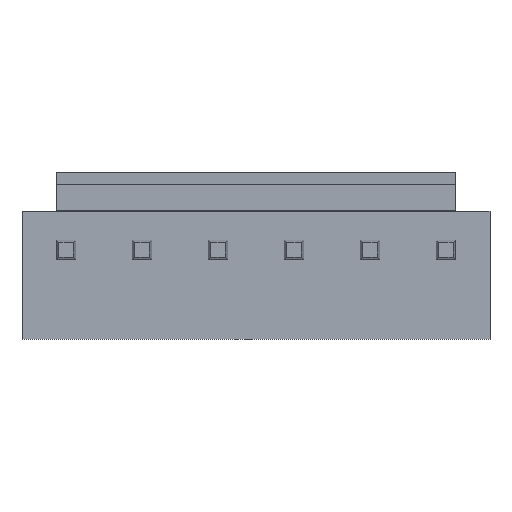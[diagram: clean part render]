
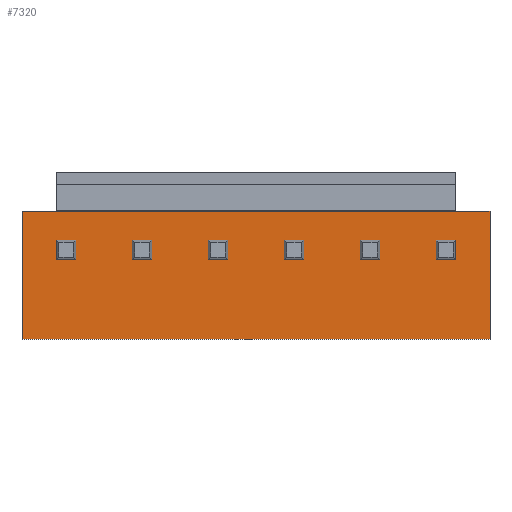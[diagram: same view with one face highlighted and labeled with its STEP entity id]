
A CAD part, top view. The second image highlights one B-rep face of the part: STEP entity #7320.
In plain terms, the highlighted planar face has unit normal (0, 0, 1).
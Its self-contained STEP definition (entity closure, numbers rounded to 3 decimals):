
#560=ORIENTED_EDGE('',*,*,#1957,.F.);
#561=ORIENTED_EDGE('',*,*,#1958,.F.);
#562=ORIENTED_EDGE('',*,*,#1959,.F.);
#563=ORIENTED_EDGE('',*,*,#1960,.F.);
#564=ORIENTED_EDGE('',*,*,#1961,.F.);
#565=ORIENTED_EDGE('',*,*,#1962,.F.);
#566=ORIENTED_EDGE('',*,*,#1963,.F.);
#567=ORIENTED_EDGE('',*,*,#1964,.F.);
#568=ORIENTED_EDGE('',*,*,#1965,.F.);
#569=ORIENTED_EDGE('',*,*,#1966,.F.);
#570=ORIENTED_EDGE('',*,*,#1967,.F.);
#571=ORIENTED_EDGE('',*,*,#1968,.F.);
#572=ORIENTED_EDGE('',*,*,#1969,.F.);
#573=ORIENTED_EDGE('',*,*,#1970,.F.);
#574=ORIENTED_EDGE('',*,*,#1971,.F.);
#575=ORIENTED_EDGE('',*,*,#1972,.F.);
#576=ORIENTED_EDGE('',*,*,#1973,.F.);
#577=ORIENTED_EDGE('',*,*,#1974,.F.);
#578=ORIENTED_EDGE('',*,*,#1975,.F.);
#579=ORIENTED_EDGE('',*,*,#1976,.F.);
#580=ORIENTED_EDGE('',*,*,#1933,.F.);
#581=ORIENTED_EDGE('',*,*,#1937,.F.);
#582=ORIENTED_EDGE('',*,*,#1940,.F.);
#583=ORIENTED_EDGE('',*,*,#1942,.F.);
#584=ORIENTED_EDGE('',*,*,#1953,.F.);
#585=ORIENTED_EDGE('',*,*,#1832,.F.);
#586=ORIENTED_EDGE('',*,*,#1977,.F.);
#587=ORIENTED_EDGE('',*,*,#1834,.F.);
#588=ORIENTED_EDGE('',*,*,#1956,.F.);
#589=ORIENTED_EDGE('',*,*,#1955,.F.);
#1832=EDGE_CURVE('',#2573,#2574,#3053,.T.);
#1834=EDGE_CURVE('',#2575,#2576,#3055,.T.);
#1933=EDGE_CURVE('',#2652,#2653,#3154,.T.);
#1937=EDGE_CURVE('',#2656,#2652,#3158,.T.);
#1940=EDGE_CURVE('',#2658,#2656,#3161,.T.);
#1942=EDGE_CURVE('',#2653,#2658,#3163,.T.);
#1953=EDGE_CURVE('',#2574,#2663,#3174,.T.);
#1955=EDGE_CURVE('',#2663,#2664,#3176,.T.);
#1956=EDGE_CURVE('',#2664,#2575,#3177,.T.);
#1957=EDGE_CURVE('',#2665,#2666,#3178,.T.);
#1958=EDGE_CURVE('',#2667,#2665,#3179,.T.);
#1959=EDGE_CURVE('',#2668,#2667,#3180,.T.);
#1960=EDGE_CURVE('',#2666,#2668,#3181,.T.);
#1961=EDGE_CURVE('',#2669,#2670,#3182,.T.);
#1962=EDGE_CURVE('',#2671,#2669,#3183,.T.);
#1963=EDGE_CURVE('',#2672,#2671,#3184,.T.);
#1964=EDGE_CURVE('',#2670,#2672,#3185,.T.);
#1965=EDGE_CURVE('',#2673,#2674,#3186,.T.);
#1966=EDGE_CURVE('',#2675,#2673,#3187,.T.);
#1967=EDGE_CURVE('',#2676,#2675,#3188,.T.);
#1968=EDGE_CURVE('',#2674,#2676,#3189,.T.);
#1969=EDGE_CURVE('',#2677,#2678,#3190,.T.);
#1970=EDGE_CURVE('',#2679,#2677,#3191,.T.);
#1971=EDGE_CURVE('',#2680,#2679,#3192,.T.);
#1972=EDGE_CURVE('',#2678,#2680,#3193,.T.);
#1973=EDGE_CURVE('',#2681,#2682,#3194,.T.);
#1974=EDGE_CURVE('',#2683,#2681,#3195,.T.);
#1975=EDGE_CURVE('',#2684,#2683,#3196,.T.);
#1976=EDGE_CURVE('',#2682,#2684,#3197,.T.);
#1977=EDGE_CURVE('',#2576,#2573,#3198,.T.);
#2573=VERTEX_POINT('',#8968);
#2574=VERTEX_POINT('',#8970);
#2575=VERTEX_POINT('',#8974);
#2576=VERTEX_POINT('',#8975);
#2652=VERTEX_POINT('',#9176);
#2653=VERTEX_POINT('',#9178);
#2656=VERTEX_POINT('',#9185);
#2658=VERTEX_POINT('',#9191);
#2663=VERTEX_POINT('',#9216);
#2664=VERTEX_POINT('',#9220);
#2665=VERTEX_POINT('',#9226);
#2666=VERTEX_POINT('',#9227);
#2667=VERTEX_POINT('',#9229);
#2668=VERTEX_POINT('',#9231);
#2669=VERTEX_POINT('',#9234);
#2670=VERTEX_POINT('',#9235);
#2671=VERTEX_POINT('',#9237);
#2672=VERTEX_POINT('',#9239);
#2673=VERTEX_POINT('',#9242);
#2674=VERTEX_POINT('',#9243);
#2675=VERTEX_POINT('',#9245);
#2676=VERTEX_POINT('',#9247);
#2677=VERTEX_POINT('',#9250);
#2678=VERTEX_POINT('',#9251);
#2679=VERTEX_POINT('',#9253);
#2680=VERTEX_POINT('',#9255);
#2681=VERTEX_POINT('',#9258);
#2682=VERTEX_POINT('',#9259);
#2683=VERTEX_POINT('',#9261);
#2684=VERTEX_POINT('',#9263);
#3053=LINE('',#8969,#3528);
#3055=LINE('',#8973,#3530);
#3154=LINE('',#9177,#3629);
#3158=LINE('',#9186,#3633);
#3161=LINE('',#9192,#3636);
#3163=LINE('',#9195,#3638);
#3174=LINE('',#9217,#3649);
#3176=LINE('',#9221,#3651);
#3177=LINE('',#9223,#3652);
#3178=LINE('',#9225,#3653);
#3179=LINE('',#9228,#3654);
#3180=LINE('',#9230,#3655);
#3181=LINE('',#9232,#3656);
#3182=LINE('',#9233,#3657);
#3183=LINE('',#9236,#3658);
#3184=LINE('',#9238,#3659);
#3185=LINE('',#9240,#3660);
#3186=LINE('',#9241,#3661);
#3187=LINE('',#9244,#3662);
#3188=LINE('',#9246,#3663);
#3189=LINE('',#9248,#3664);
#3190=LINE('',#9249,#3665);
#3191=LINE('',#9252,#3666);
#3192=LINE('',#9254,#3667);
#3193=LINE('',#9256,#3668);
#3194=LINE('',#9257,#3669);
#3195=LINE('',#9260,#3670);
#3196=LINE('',#9262,#3671);
#3197=LINE('',#9264,#3672);
#3198=LINE('',#9265,#3673);
#3528=VECTOR('',#7921,1000.);
#3530=VECTOR('',#7925,1000.);
#3629=VECTOR('',#8078,1000.);
#3633=VECTOR('',#8084,1000.);
#3636=VECTOR('',#8089,1000.);
#3638=VECTOR('',#8093,1000.);
#3649=VECTOR('',#8116,1000.);
#3651=VECTOR('',#8120,1000.);
#3652=VECTOR('',#8123,1000.);
#3653=VECTOR('',#8126,1000.);
#3654=VECTOR('',#8127,1000.);
#3655=VECTOR('',#8128,1000.);
#3656=VECTOR('',#8129,1000.);
#3657=VECTOR('',#8130,1000.);
#3658=VECTOR('',#8131,1000.);
#3659=VECTOR('',#8132,1000.);
#3660=VECTOR('',#8133,1000.);
#3661=VECTOR('',#8134,1000.);
#3662=VECTOR('',#8135,1000.);
#3663=VECTOR('',#8136,1000.);
#3664=VECTOR('',#8137,1000.);
#3665=VECTOR('',#8138,1000.);
#3666=VECTOR('',#8139,1000.);
#3667=VECTOR('',#8140,1000.);
#3668=VECTOR('',#8141,1000.);
#3669=VECTOR('',#8142,1000.);
#3670=VECTOR('',#8143,1000.);
#3671=VECTOR('',#8144,1000.);
#3672=VECTOR('',#8145,1000.);
#3673=VECTOR('',#8146,1000.);
#4053=EDGE_LOOP('',(#560,#561,#562,#563));
#4054=EDGE_LOOP('',(#564,#565,#566,#567));
#4055=EDGE_LOOP('',(#568,#569,#570,#571));
#4056=EDGE_LOOP('',(#572,#573,#574,#575));
#4057=EDGE_LOOP('',(#576,#577,#578,#579));
#4058=EDGE_LOOP('',(#580,#581,#582,#583));
#4059=EDGE_LOOP('',(#584,#585,#586,#587,#588,#589));
#4412=FACE_BOUND('',#4053,.T.);
#4413=FACE_BOUND('',#4054,.T.);
#4414=FACE_BOUND('',#4055,.T.);
#4415=FACE_BOUND('',#4056,.T.);
#4416=FACE_BOUND('',#4057,.T.);
#4417=FACE_BOUND('',#4058,.T.);
#4418=FACE_BOUND('',#4059,.T.);
#4759=PLANE('',#7670);
#7320=ADVANCED_FACE('',(#4412,#4413,#4414,#4415,#4416,#4417,#4418),#4759,
 .F.);
#7670=AXIS2_PLACEMENT_3D('',#9224,#8124,#8125);
#7921=DIRECTION('',(1.,0.,0.));
#7925=DIRECTION('',(1.,0.,0.));
#8078=DIRECTION('',(0.,-1.,0.));
#8084=DIRECTION('',(-1.,0.,0.));
#8089=DIRECTION('',(0.,1.,0.));
#8093=DIRECTION('',(1.,0.,0.));
#8116=DIRECTION('',(0.,-1.,0.));
#8120=DIRECTION('',(-1.,0.,0.));
#8123=DIRECTION('',(0.,1.,0.));
#8124=DIRECTION('',(0.,0.,-1.));
#8125=DIRECTION('',(-1.,0.,0.));
#8126=DIRECTION('',(1.,0.,0.));
#8127=DIRECTION('',(0.,-1.,0.));
#8128=DIRECTION('',(-1.,0.,0.));
#8129=DIRECTION('',(0.,1.,0.));
#8130=DIRECTION('',(1.,0.,0.));
#8131=DIRECTION('',(0.,-1.,0.));
#8132=DIRECTION('',(-1.,0.,0.));
#8133=DIRECTION('',(0.,1.,0.));
#8134=DIRECTION('',(1.,0.,0.));
#8135=DIRECTION('',(0.,-1.,0.));
#8136=DIRECTION('',(-1.,0.,0.));
#8137=DIRECTION('',(0.,1.,0.));
#8138=DIRECTION('',(1.,0.,0.));
#8139=DIRECTION('',(0.,-1.,0.));
#8140=DIRECTION('',(-1.,0.,0.));
#8141=DIRECTION('',(0.,1.,0.));
#8142=DIRECTION('',(1.,0.,0.));
#8143=DIRECTION('',(0.,-1.,0.));
#8144=DIRECTION('',(-1.,0.,0.));
#8145=DIRECTION('',(0.,1.,0.));
#8146=DIRECTION('',(1.,0.,0.));
#8968=CARTESIAN_POINT('',(10.408,2.032,3.2));
#8969=CARTESIAN_POINT('',(-12.198,2.032,3.2));
#8970=CARTESIAN_POINT('',(12.198,2.032,3.2));
#8973=CARTESIAN_POINT('',(-12.198,2.032,3.2));
#8974=CARTESIAN_POINT('',(-12.198,2.032,3.2));
#8975=CARTESIAN_POINT('',(-10.408,2.032,3.2));
#9176=CARTESIAN_POINT('',(-10.408,0.508,3.2));
#9177=CARTESIAN_POINT('',(-10.408,-0.508,3.2));
#9178=CARTESIAN_POINT('',(-10.408,-0.508,3.2));
#9185=CARTESIAN_POINT('',(-9.392,0.508,3.2));
#9186=CARTESIAN_POINT('',(-10.408,0.508,3.2));
#9191=CARTESIAN_POINT('',(-9.392,-0.508,3.2));
#9192=CARTESIAN_POINT('',(-9.392,0.508,3.2));
#9195=CARTESIAN_POINT('',(-9.392,-0.508,3.2));
#9216=CARTESIAN_POINT('',(12.198,-4.648,3.2));
#9217=CARTESIAN_POINT('',(12.198,2.032,3.2));
#9220=CARTESIAN_POINT('',(-12.198,-4.648,3.2));
#9221=CARTESIAN_POINT('',(12.198,-4.648,3.2));
#9223=CARTESIAN_POINT('',(-12.198,-4.648,3.2));
#9224=CARTESIAN_POINT('',(0.,0.,3.2));
#9225=CARTESIAN_POINT('',(10.408,-0.508,3.2));
#9226=CARTESIAN_POINT('',(9.392,-0.508,3.2));
#9227=CARTESIAN_POINT('',(10.408,-0.508,3.2));
#9228=CARTESIAN_POINT('',(9.392,-0.508,3.2));
#9229=CARTESIAN_POINT('',(9.392,0.508,3.2));
#9230=CARTESIAN_POINT('',(9.392,0.508,3.2));
#9231=CARTESIAN_POINT('',(10.408,0.508,3.2));
#9232=CARTESIAN_POINT('',(10.408,0.508,3.2));
#9233=CARTESIAN_POINT('',(6.448,-0.508,3.2));
#9234=CARTESIAN_POINT('',(5.432,-0.508,3.2));
#9235=CARTESIAN_POINT('',(6.448,-0.508,3.2));
#9236=CARTESIAN_POINT('',(5.432,-0.508,3.2));
#9237=CARTESIAN_POINT('',(5.432,0.508,3.2));
#9238=CARTESIAN_POINT('',(5.432,0.508,3.2));
#9239=CARTESIAN_POINT('',(6.448,0.508,3.2));
#9240=CARTESIAN_POINT('',(6.448,0.508,3.2));
#9241=CARTESIAN_POINT('',(2.488,-0.508,3.2));
#9242=CARTESIAN_POINT('',(1.472,-0.508,3.2));
#9243=CARTESIAN_POINT('',(2.488,-0.508,3.2));
#9244=CARTESIAN_POINT('',(1.472,-0.508,3.2));
#9245=CARTESIAN_POINT('',(1.472,0.508,3.2));
#9246=CARTESIAN_POINT('',(1.472,0.508,3.2));
#9247=CARTESIAN_POINT('',(2.488,0.508,3.2));
#9248=CARTESIAN_POINT('',(2.488,0.508,3.2));
#9249=CARTESIAN_POINT('',(-1.472,-0.508,3.2));
#9250=CARTESIAN_POINT('',(-2.488,-0.508,3.2));
#9251=CARTESIAN_POINT('',(-1.472,-0.508,3.2));
#9252=CARTESIAN_POINT('',(-2.488,-0.508,3.2));
#9253=CARTESIAN_POINT('',(-2.488,0.508,3.2));
#9254=CARTESIAN_POINT('',(-2.488,0.508,3.2));
#9255=CARTESIAN_POINT('',(-1.472,0.508,3.2));
#9256=CARTESIAN_POINT('',(-1.472,0.508,3.2));
#9257=CARTESIAN_POINT('',(-5.432,-0.508,3.2));
#9258=CARTESIAN_POINT('',(-6.448,-0.508,3.2));
#9259=CARTESIAN_POINT('',(-5.432,-0.508,3.2));
#9260=CARTESIAN_POINT('',(-6.448,-0.508,3.2));
#9261=CARTESIAN_POINT('',(-6.448,0.508,3.2));
#9262=CARTESIAN_POINT('',(-6.448,0.508,3.2));
#9263=CARTESIAN_POINT('',(-5.432,0.508,3.2));
#9264=CARTESIAN_POINT('',(-5.432,0.508,3.2));
#9265=CARTESIAN_POINT('',(-12.198,2.032,3.2));
